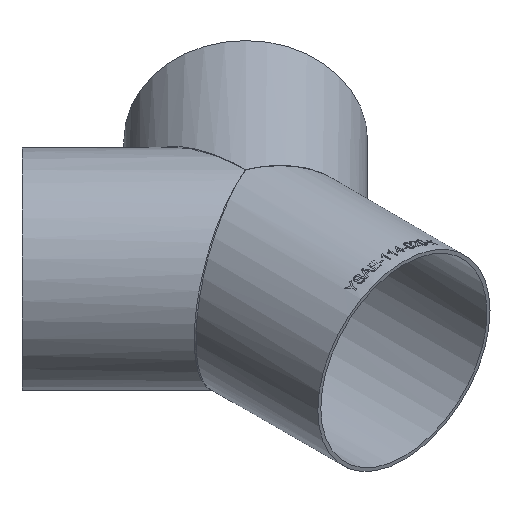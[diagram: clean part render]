
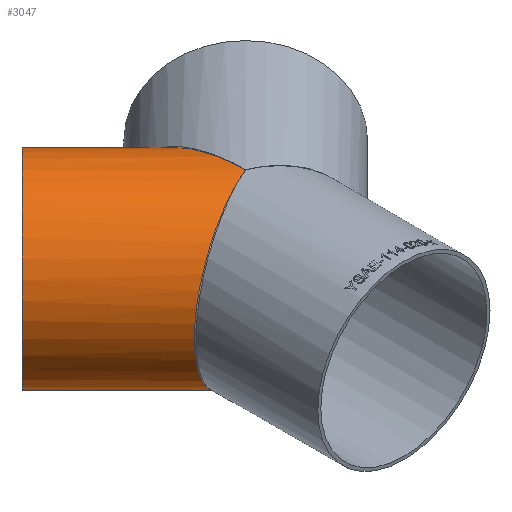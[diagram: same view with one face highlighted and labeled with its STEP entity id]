
A CAD part, isometric view. The second image highlights one B-rep face of the part: STEP entity #3047.
In plain terms, the highlighted cylindrical face has radius 57.15 mm (diameter 114.3 mm), a full revolution.
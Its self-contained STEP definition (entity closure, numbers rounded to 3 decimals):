
#967 = CARTESIAN_POINT ( 'NONE',  ( -1.556, 163.2, -57.15 ) ) ;
#1837 = CARTESIAN_POINT ( 'NONE',  ( -114.657, 33.835, 0. ) ) ;
#2805 = FACE_OUTER_BOUND ( 'NONE', #9405, .T. ) ;
#3047 = ADVANCED_FACE ( 'NONE', ( #10201, #2805 ), #13336, .T. ) ;
#3346 = DIRECTION ( 'NONE',  ( -0.707, -0.707, 0. ) ) ;
#4591 = EDGE_CURVE ( 'NONE', #18487, #11284, #17805, .T. ) ;
#5501 = ORIENTED_EDGE ( 'NONE', *, *, #11153, .F. ) ;
#6270 = CARTESIAN_POINT ( 'NONE',  ( 0., 0., 57.15 ) ) ;
#6789 =( BOUNDED_CURVE ( )  B_SPLINE_CURVE ( 3, ( #14537, #11690, #967, #17884 ),
 .UNSPECIFIED., .F., .F. ) 
 B_SPLINE_CURVE_WITH_KNOTS ( ( 4, 4 ),
 ( 1.571, 4.712 ),
 .UNSPECIFIED. ) 
 CURVE ( )  GEOMETRIC_REPRESENTATION_ITEM ( )  RATIONAL_B_SPLINE_CURVE ( ( 1., 0.333, 0.333, 1. ) ) 
 REPRESENTATION_ITEM ( '' )  );
#7360 = DIRECTION ( 'NONE',  ( -0.707, -0.707, 0. ) ) ;
#7572 = CARTESIAN_POINT ( 'NONE',  ( 0., 0., -57.15 ) ) ;
#7777 = CARTESIAN_POINT ( 'NONE',  ( -114.944, -46.7, -57.15 ) ) ;
#7890 = VERTEX_POINT ( 'NONE', #1837 ) ;
#8878 = CIRCLE ( 'NONE', #19893, 57.15 ) ;
#8879 = CARTESIAN_POINT ( 'NONE',  ( 44.523, -44.523, 0. ) ) ;
#9405 = EDGE_LOOP ( 'NONE', ( #5501 ) ) ;
#10201 = FACE_OUTER_BOUND ( 'NONE', #15788, .T. ) ;
#10295 = EDGE_CURVE ( 'NONE', #11284, #18487, #6789, .T. ) ;
#10946 = DIRECTION ( 'NONE',  ( -0.707, 0.707, 0. ) ) ;
#11153 = EDGE_CURVE ( 'NONE', #7890, #7890, #8878, .T. ) ;
#11284 = VERTEX_POINT ( 'NONE', #11544 ) ;
#11544 = CARTESIAN_POINT ( 'NONE',  ( 0., 0., 57.15 ) ) ;
#11690 = CARTESIAN_POINT ( 'NONE',  ( -1.556, 163.2, 57.15 ) ) ;
#12127 = CARTESIAN_POINT ( 'NONE',  ( 0., 0., -57.15 ) ) ;
#12761 = CARTESIAN_POINT ( 'NONE',  ( -74.246, 74.246, 0. ) ) ;
#13336 = CYLINDRICAL_SURFACE ( 'NONE', #14978, 57.15 ) ;
#14537 = CARTESIAN_POINT ( 'NONE',  ( 0., 0., 57.15 ) ) ;
#14978 = AXIS2_PLACEMENT_3D ( 'NONE', #8879, #19524, #7360 ) ;
#15309 = ORIENTED_EDGE ( 'NONE', *, *, #4591, .T. ) ;
#15788 = EDGE_LOOP ( 'NONE', ( #17324, #15309 ) ) ;
#17113 = CARTESIAN_POINT ( 'NONE',  ( -114.944, -46.7, 57.15 ) ) ;
#17324 = ORIENTED_EDGE ( 'NONE', *, *, #10295, .T. ) ;
#17805 =( BOUNDED_CURVE ( )  B_SPLINE_CURVE ( 3, ( #7572, #7777, #17113, #6270 ),
 .UNSPECIFIED., .F., .F. ) 
 B_SPLINE_CURVE_WITH_KNOTS ( ( 4, 4 ),
 ( 4.712, 7.854 ),
 .UNSPECIFIED. ) 
 CURVE ( )  GEOMETRIC_REPRESENTATION_ITEM ( )  RATIONAL_B_SPLINE_CURVE ( ( 1., 0.333, 0.333, 1. ) ) 
 REPRESENTATION_ITEM ( '' )  );
#17884 = CARTESIAN_POINT ( 'NONE',  ( 0., 0., -57.15 ) ) ;
#18487 = VERTEX_POINT ( 'NONE', #12127 ) ;
#19524 = DIRECTION ( 'NONE',  ( -0.707, 0.707, 0. ) ) ;
#19893 = AXIS2_PLACEMENT_3D ( 'NONE', #12761, #10946, #3346 ) ;
